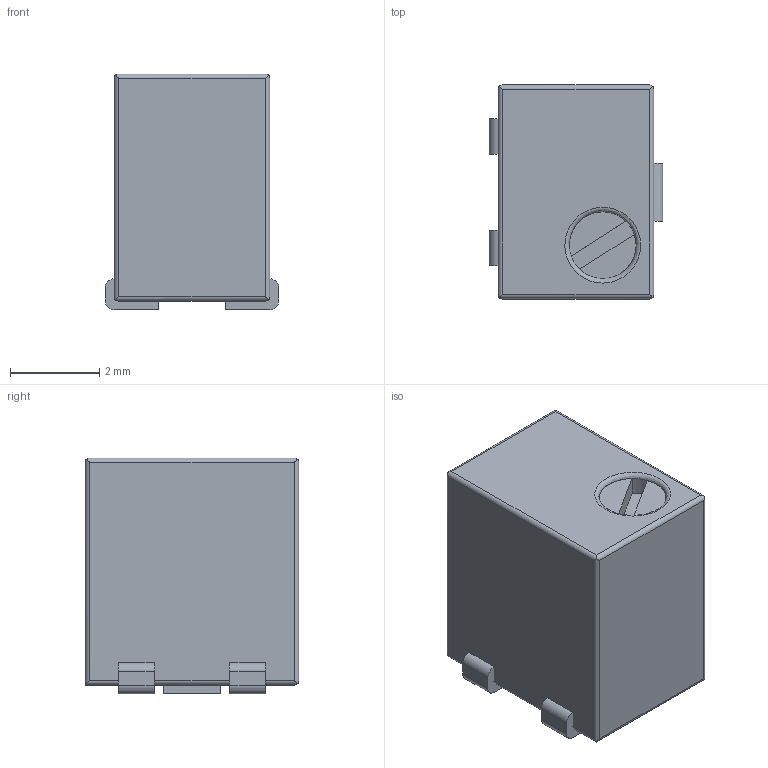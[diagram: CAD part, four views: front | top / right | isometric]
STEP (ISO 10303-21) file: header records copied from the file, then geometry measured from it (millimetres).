
FILE_DESCRIPTION((' '),'2;1');
FILE_NAME( '3224W.stp', '2022-09-04T14:20:01', (' '), ('--- Datakit www.datakit.com---'), ' Datakit CrossCadWare V2022.3 Jun 15 2022', 'DATAKIT 2022 (c)', ' ');
FILE_SCHEMA(('AP242_MANAGED_MODEL_BASED_3D_ENGINEERING_MIM_LF { 1 0 10303 442 1 1 4 }'));
Length unit declared in the file: millimetre
Products named in the file (1): 3224W
Bounding box: 3.9 x 4.8 x 5.3 mm (x, y, z)
Volume: 87.6 mm3; surface area: 141 mm2
Topology: 5 solids, 5 shells, 51 faces, 118 edges, 78 vertices
Faces by surface type: plane 31, cylinder 19, revolution 1
Full cylindrical faces by diameter (mm): 1.5 x2
Entity records: 1552 total; most frequent: CARTESIAN_POINT 276, DIRECTION 256, ORIENTED_EDGE 228, EDGE_CURVE 114, AXIS2_PLACEMENT_3D 91, VERTEX_POINT 77, VECTOR 73, LINE 73
